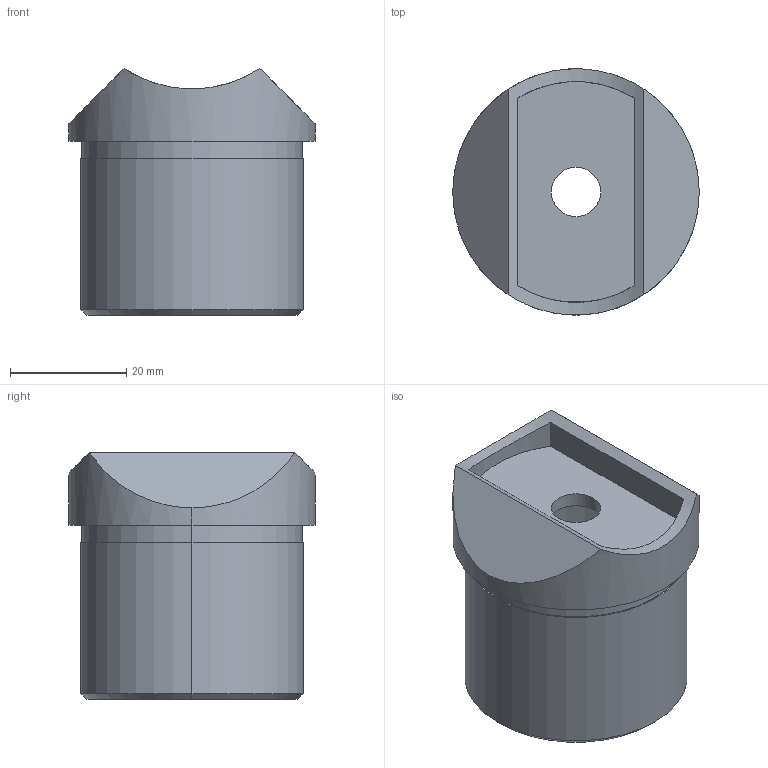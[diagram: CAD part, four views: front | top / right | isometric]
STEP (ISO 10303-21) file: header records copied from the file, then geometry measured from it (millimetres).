
FILE_DESCRIPTION (( 'STEP AP203' ), '1' );
FILE_NAME ('A-0727-242-C.STEP', '2019-05-04T05:49:45', ( '' ), ( '' ), 'SwSTEP 2.0', 'SolidWorks 2013', '' );
FILE_SCHEMA (( 'CONFIG_CONTROL_DESIGN' ));
Length unit declared in the file: millimetre
Products named in the file (1): A-0727-242-C
Bounding box: 42.4 x 42.4 x 42.51 mm (x, y, z)
Volume: 13695.1 mm3; surface area: 11712 mm2
Topology: 1 solids, 1 shells, 26 faces, 56 edges, 36 vertices
Faces by surface type: cylinder 13, plane 9, cone 2, torus 2
Entity records: 829 total; most frequent: CARTESIAN_POINT 175, DIRECTION 128, ORIENTED_EDGE 112, EDGE_CURVE 56, AXIS2_PLACEMENT_3D 53, VERTEX_POINT 36, EDGE_LOOP 32, FACE_OUTER_BOUND 26
